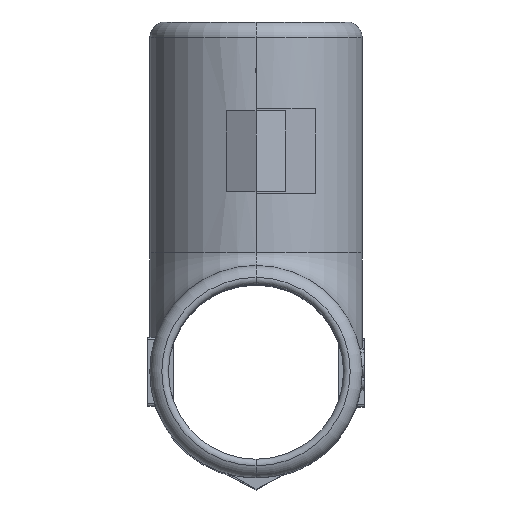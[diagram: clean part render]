
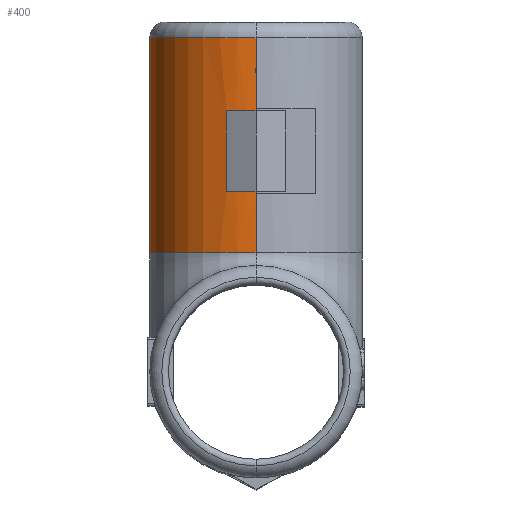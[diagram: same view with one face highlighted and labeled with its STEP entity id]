
A CAD part, top view. The second image highlights one B-rep face of the part: STEP entity #400.
In plain terms, the highlighted cylindrical face has radius 10.07 mm (diameter 20.14 mm), a partial arc.
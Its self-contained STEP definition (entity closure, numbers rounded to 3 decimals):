
#400=ADVANCED_FACE('',(#1796),#1798,.T.);
#1796=FACE_BOUND('',#1797,.T.);
#1797=EDGE_LOOP('',(#3407,#3408,#3409,#3410,#3411,#3412,#3413,#3414,#3415,#3416,
#3417,#3418,#3419));
#1798=CYLINDRICAL_SURFACE('',#1799,10.07);
#1799=AXIS2_PLACEMENT_3D('',#1800,#1801,#1802);
#1800=CARTESIAN_POINT('',(0.,33.231,0.));
#1801=DIRECTION('',(-0.,-1.,-0.));
#1802=DIRECTION('',(0.,0.,-1.));
#3407=ORIENTED_EDGE('',*,*,#4208,.T.);
#3408=ORIENTED_EDGE('',*,*,#4209,.T.);
#3409=ORIENTED_EDGE('',*,*,#4207,.T.);
#3410=ORIENTED_EDGE('',*,*,#4210,.T.);
#3411=ORIENTED_EDGE('',*,*,#4211,.T.);
#3412=ORIENTED_EDGE('',*,*,#4212,.T.);
#3413=ORIENTED_EDGE('',*,*,#4213,.T.);
#3414=ORIENTED_EDGE('',*,*,#4214,.F.);
#3415=ORIENTED_EDGE('',*,*,#4215,.T.);
#3416=ORIENTED_EDGE('',*,*,#4164,.T.);
#3417=ORIENTED_EDGE('',*,*,#4137,.F.);
#3418=ORIENTED_EDGE('',*,*,#4216,.T.);
#3419=ORIENTED_EDGE('',*,*,#4138,.F.);
#4137=EDGE_CURVE('',#4691,#4685,#4693,.T.);
#4138=EDGE_CURVE('',#4694,#4695,#4696,.T.);
#4164=EDGE_CURVE('',#4738,#4685,#4739,.T.);
#4207=EDGE_CURVE('',#4798,#4805,#4807,.T.);
#4208=EDGE_CURVE('',#4694,#4808,#4809,.T.);
#4209=EDGE_CURVE('',#4808,#4798,#4810,.T.);
#4210=EDGE_CURVE('',#4805,#4811,#4812,.T.);
#4211=EDGE_CURVE('',#4811,#4813,#4814,.T.);
#4212=EDGE_CURVE('',#4813,#4815,#4816,.T.);
#4213=EDGE_CURVE('',#4815,#4817,#4818,.T.);
#4214=EDGE_CURVE('',#4819,#4817,#4820,.T.);
#4215=EDGE_CURVE('',#4819,#4738,#4821,.T.);
#4216=EDGE_CURVE('',#4691,#4695,#4822,.T.);
#4685=VERTEX_POINT('',#6304);
#4691=VERTEX_POINT('',#6316);
#4693=CIRCLE('',#6320,10.07);
#4694=VERTEX_POINT('',#6324);
#4695=VERTEX_POINT('',#6325);
#4696=CIRCLE('',#6326,10.07);
#4738=VERTEX_POINT('',#6427);
#4739=LINE('',#6428,#6429);
#4798=VERTEX_POINT('',#6565);
#4805=VERTEX_POINT('',#6582);
#4807=LINE('',#6586,#6587);
#4808=VERTEX_POINT('',#6589);
#4809=LINE('',#6590,#6591);
#4810=CIRCLE('',#6593,10.07);
#4811=VERTEX_POINT('',#6597);
#4812=CIRCLE('',#6598,10.07);
#4813=VERTEX_POINT('',#6602);
#4814=LINE('',#6603,#6604);
#4815=VERTEX_POINT('',#6606);
#4816=CIRCLE('',#6607,10.07);
#4817=VERTEX_POINT('',#6611);
#4818=LINE('',#6612,#6613);
#4819=VERTEX_POINT('',#6615);
#4820=CIRCLE('',#6616,10.07);
#4821=CIRCLE('',#6620,10.07);
#4822=LINE('',#6624,#6625);
#6304=CARTESIAN_POINT('',(0.,17.119,-10.07));
#6316=CARTESIAN_POINT('',(2.82,17.119,-9.667));
#6320=AXIS2_PLACEMENT_3D('',#6321,#6322,#6323);
#6321=CARTESIAN_POINT('',(0.,17.119,0.));
#6322=DIRECTION('',(0.,1.,0.));
#6323=DIRECTION('',(0.28,0.,-0.96));
#6324=CARTESIAN_POINT('',(0.,24.772,-10.07));
#6325=CARTESIAN_POINT('',(2.82,24.772,-9.667));
#6326=AXIS2_PLACEMENT_3D('',#6327,#6328,#6329);
#6327=CARTESIAN_POINT('',(0.,24.772,0.));
#6328=DIRECTION('',(0.,-1.,0.));
#6329=DIRECTION('',(0.,0.,-1.));
#6427=CARTESIAN_POINT('',(0.,11.329,-10.07));
#6428=CARTESIAN_POINT('',(0.,11.329,-10.07));
#6429=VECTOR('',#6430,1.);
#6430=DIRECTION('',(0.,1.,0.));
#6565=CARTESIAN_POINT('',(0.,31.721,10.07));
#6582=CARTESIAN_POINT('',(0.,24.974,10.07));
#6586=CARTESIAN_POINT('',(0.,31.721,10.07));
#6587=VECTOR('',#6588,1.);
#6588=DIRECTION('',(0.,-1.,0.));
#6589=CARTESIAN_POINT('',(0.,31.721,-10.07));
#6590=CARTESIAN_POINT('',(0.,24.772,-10.07));
#6591=VECTOR('',#6592,1.);
#6592=DIRECTION('',(0.,1.,0.));
#6593=AXIS2_PLACEMENT_3D('',#6594,#6595,#6596);
#6594=CARTESIAN_POINT('',(0.,31.721,0.));
#6595=DIRECTION('',(0.,-1.,-0.));
#6596=DIRECTION('',(0.,0.,-1.));
#6597=CARTESIAN_POINT('',(5.596,24.974,8.372));
#6598=AXIS2_PLACEMENT_3D('',#6599,#6600,#6601);
#6599=CARTESIAN_POINT('',(0.,24.974,0.));
#6600=DIRECTION('',(-0.,1.,0.));
#6601=DIRECTION('',(0.,0.,1.));
#6602=CARTESIAN_POINT('',(5.596,16.918,8.372));
#6603=CARTESIAN_POINT('',(5.596,24.974,8.372));
#6604=VECTOR('',#6605,1.);
#6605=DIRECTION('',(0.,-1.,0.));
#6606=CARTESIAN_POINT('',(0.,16.918,10.07));
#6607=AXIS2_PLACEMENT_3D('',#6608,#6609,#6610);
#6608=CARTESIAN_POINT('',(0.,16.918,0.));
#6609=DIRECTION('',(0.,-1.,0.));
#6610=DIRECTION('',(0.556,0.,0.831));
#6611=CARTESIAN_POINT('',(0.,11.329,10.07));
#6612=CARTESIAN_POINT('',(0.,16.918,10.07));
#6613=VECTOR('',#6614,1.);
#6614=DIRECTION('',(0.,-1.,0.));
#6615=CARTESIAN_POINT('',(10.07,11.329,0.));
#6616=AXIS2_PLACEMENT_3D('',#6617,#6618,#6619);
#6617=CARTESIAN_POINT('',(0.,11.329,0.));
#6618=DIRECTION('',(0.,-1.,0.));
#6619=DIRECTION('',(1.,0.,0.));
#6620=AXIS2_PLACEMENT_3D('',#6621,#6622,#6623);
#6621=CARTESIAN_POINT('',(0.,11.329,0.));
#6622=DIRECTION('',(-0.,1.,0.));
#6623=DIRECTION('',(1.,0.,0.));
#6624=CARTESIAN_POINT('',(2.82,17.119,-9.667));
#6625=VECTOR('',#6626,1.);
#6626=DIRECTION('',(0.,1.,0.));
